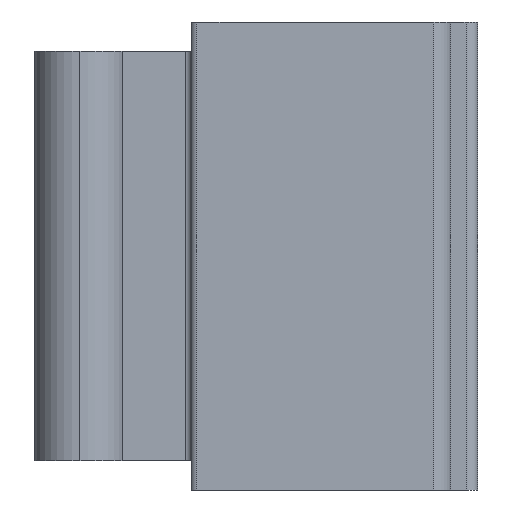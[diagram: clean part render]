
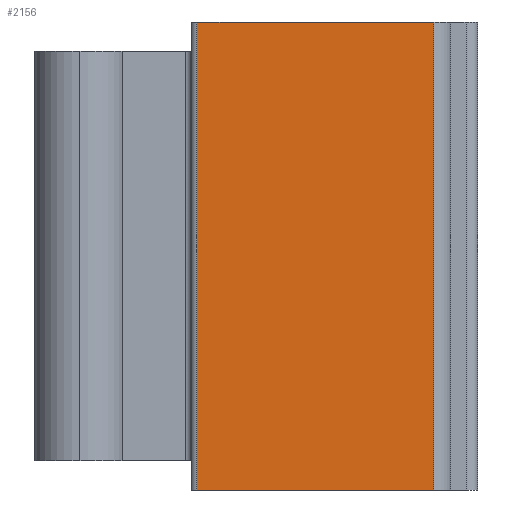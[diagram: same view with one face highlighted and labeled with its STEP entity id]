
A CAD part, left-side view. The second image highlights one B-rep face of the part: STEP entity #2156.
In plain terms, the highlighted planar face has unit normal (-1, 0, 0).
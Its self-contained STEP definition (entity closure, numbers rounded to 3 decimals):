
#196 = VECTOR ( 'NONE', #1785, 1000. ) ;
#276 = ORIENTED_EDGE ( 'NONE', *, *, #3495, .T. ) ;
#487 = VECTOR ( 'NONE', #4425, 1000. ) ;
#781 = FACE_OUTER_BOUND ( 'NONE', #1268, .T. ) ;
#853 = AXIS2_PLACEMENT_3D ( 'NONE', #4660, #4430, #1367 ) ;
#903 = CARTESIAN_POINT ( 'NONE',  ( 153.47, 157.351, 20. ) ) ;
#1067 = LINE ( 'NONE', #3660, #196 ) ;
#1126 = LINE ( 'NONE', #2450, #4024 ) ;
#1268 = EDGE_LOOP ( 'NONE', ( #276, #1676, #2158, #1802 ) ) ;
#1328 = DIRECTION ( 'NONE',  ( 0., -1., 0. ) ) ;
#1367 = DIRECTION ( 'NONE',  ( 0., 0., -1. ) ) ;
#1676 = ORIENTED_EDGE ( 'NONE', *, *, #4620, .F. ) ;
#1760 = DIRECTION ( 'NONE',  ( 0., 0., -1. ) ) ;
#1785 = DIRECTION ( 'NONE',  ( 0., 0., -1. ) ) ;
#1802 = ORIENTED_EDGE ( 'NONE', *, *, #3257, .T. ) ;
#1944 = PLANE ( 'NONE',  #853 ) ;
#2156 = ADVANCED_FACE ( 'NONE', ( #781 ), #1944, .F. ) ;
#2158 = ORIENTED_EDGE ( 'NONE', *, *, #2516, .F. ) ;
#2296 = LINE ( 'NONE', #4015, #4164 ) ;
#2318 = CARTESIAN_POINT ( 'NONE',  ( 153.47, 167.474, 0. ) ) ;
#2450 = CARTESIAN_POINT ( 'NONE',  ( 153.47, 167.474, 0. ) ) ;
#2505 = LINE ( 'NONE', #3303, #487 ) ;
#2516 = EDGE_CURVE ( 'NONE', #2978, #4110, #2505, .T. ) ;
#2978 = VERTEX_POINT ( 'NONE', #3801 ) ;
#3257 = EDGE_CURVE ( 'NONE', #2978, #4344, #1067, .T. ) ;
#3303 = CARTESIAN_POINT ( 'NONE',  ( 153.47, 167.474, 20. ) ) ;
#3495 = EDGE_CURVE ( 'NONE', #4344, #4754, #1126, .T. ) ;
#3660 = CARTESIAN_POINT ( 'NONE',  ( 153.47, 167.474, 20. ) ) ;
#3801 = CARTESIAN_POINT ( 'NONE',  ( 153.47, 167.474, 20. ) ) ;
#4015 = CARTESIAN_POINT ( 'NONE',  ( 153.47, 157.351, 20. ) ) ;
#4024 = VECTOR ( 'NONE', #1328, 1000. ) ;
#4110 = VERTEX_POINT ( 'NONE', #903 ) ;
#4164 = VECTOR ( 'NONE', #1760, 1000. ) ;
#4344 = VERTEX_POINT ( 'NONE', #2318 ) ;
#4425 = DIRECTION ( 'NONE',  ( 0., -1., 0. ) ) ;
#4430 = DIRECTION ( 'NONE',  ( 1., 0., 0. ) ) ;
#4466 = CARTESIAN_POINT ( 'NONE',  ( 153.47, 157.351, 0. ) ) ;
#4620 = EDGE_CURVE ( 'NONE', #4110, #4754, #2296, .T. ) ;
#4660 = CARTESIAN_POINT ( 'NONE',  ( 153.47, 167.474, 20. ) ) ;
#4754 = VERTEX_POINT ( 'NONE', #4466 ) ;
